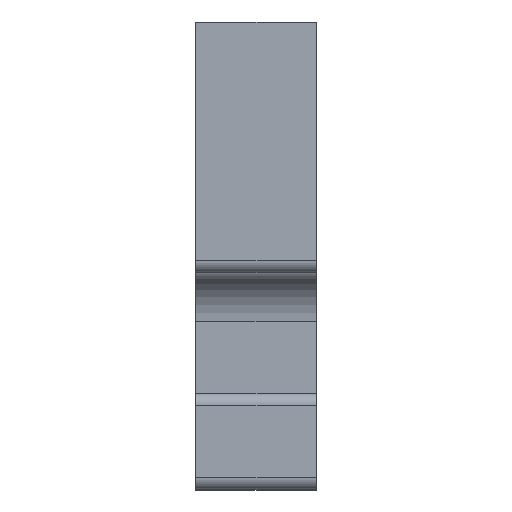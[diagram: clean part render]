
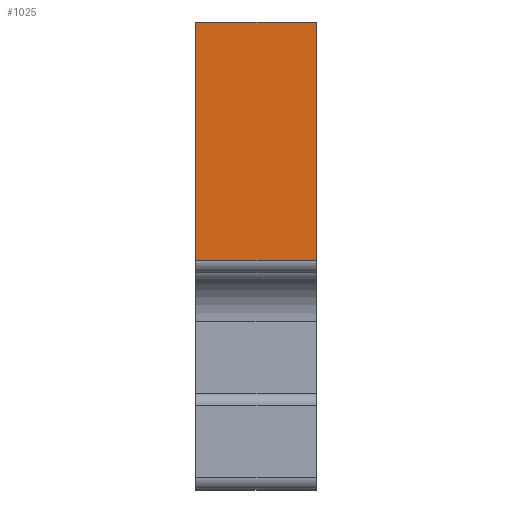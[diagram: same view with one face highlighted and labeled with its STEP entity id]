
A CAD part, left-side view. The second image highlights one B-rep face of the part: STEP entity #1025.
In plain terms, the highlighted planar face has unit normal (-1, 0, 0).
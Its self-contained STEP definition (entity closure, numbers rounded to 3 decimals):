
#34=PLANE('',#1121);
#86=FACE_OUTER_BOUND('',#138,.T.);
#138=EDGE_LOOP('',(#858,#859,#860,#861));
#175=LINE('',#1488,#295);
#210=LINE('',#1581,#330);
#244=LINE('',#1665,#364);
#245=LINE('',#1666,#365);
#295=VECTOR('',#1196,10.);
#330=VECTOR('',#1265,10.);
#364=VECTOR('',#1359,10.);
#365=VECTOR('',#1360,10.);
#449=VERTEX_POINT('',#1485);
#450=VERTEX_POINT('',#1487);
#491=VERTEX_POINT('',#1579);
#511=VERTEX_POINT('',#1664);
#555=EDGE_CURVE('',#449,#450,#175,.T.);
#602=EDGE_CURVE('',#491,#449,#210,.T.);
#644=EDGE_CURVE('',#511,#491,#244,.T.);
#645=EDGE_CURVE('',#450,#511,#245,.T.);
#858=ORIENTED_EDGE('',*,*,#602,.F.);
#859=ORIENTED_EDGE('',*,*,#644,.F.);
#860=ORIENTED_EDGE('',*,*,#645,.F.);
#861=ORIENTED_EDGE('',*,*,#555,.F.);
#1025=ADVANCED_FACE('',(#86),#34,.T.);
#1121=AXIS2_PLACEMENT_3D('',#1663,#1357,#1358);
#1196=DIRECTION('',(0.,0.,1.));
#1265=DIRECTION('',(0.,1.,0.));
#1357=DIRECTION('center_axis',(-1.,0.,0.));
#1358=DIRECTION('ref_axis',(0.,0.,-1.));
#1359=DIRECTION('',(0.,0.,-1.));
#1360=DIRECTION('',(0.,-1.,0.));
#1485=CARTESIAN_POINT('',(-63.5,0.,15.25));
#1487=CARTESIAN_POINT('',(-63.5,0.,35.05));
#1488=CARTESIAN_POINT('',(-63.5,0.,14.25));
#1579=CARTESIAN_POINT('',(-63.5,-10.,15.25));
#1581=CARTESIAN_POINT('',(-63.5,0.,15.25));
#1663=CARTESIAN_POINT('Origin',(-63.5,0.,35.05));
#1664=CARTESIAN_POINT('',(-63.5,-10.,35.05));
#1665=CARTESIAN_POINT('',(-63.5,-10.,14.25));
#1666=CARTESIAN_POINT('',(-63.5,0.,35.05));
